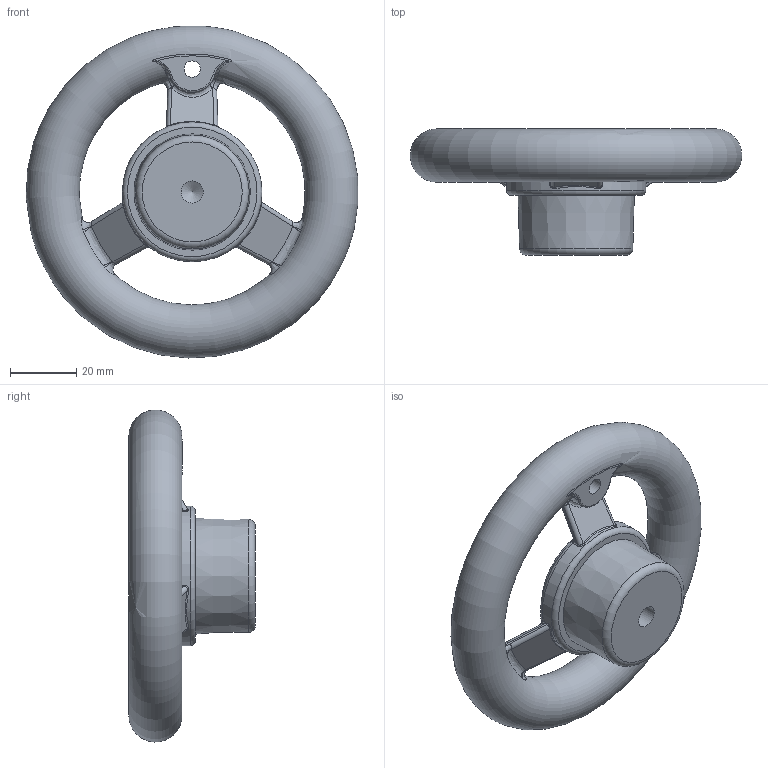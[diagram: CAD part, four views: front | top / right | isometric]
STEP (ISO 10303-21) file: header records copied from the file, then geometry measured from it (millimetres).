
FILE_DESCRIPTION(/* description */ (''),/* implementation_level */ '2;1');
FILE_NAME(/* name */ 'DR_ALH_M.stp',/* time_stamp */ '2024-07-01T12:32:55+09:00',/* author */ ('user'),/* organization */ (''),/* preprocessor_version */ 'ST-DEVELOPER v15.6',/* originating_system */ 'Autodesk Inventor 2015',/* authorisation */ '');
FILE_SCHEMA (('AUTOMOTIVE_DESIGN { 1 0 10303 214 3 1 1 }'));
Length unit declared in the file: millimetre
Products named in the file (1): DR_ALH_M
Bounding box: 99.82 x 38 x 99.95 mm (x, y, z)
Volume: 84085 mm3; surface area: 20814.3 mm2
Topology: 1 solids, 1 shells, 161 faces, 387 edges, 217 vertices
Faces by surface type: bspline 96, cylinder 28, plane 18, torus 17, cone 2
Full cylindrical faces by diameter (mm): 4.917 x1, 6.7 x1, 34.5 x1, 42 x1
Entity records: 7467 total; most frequent: CARTESIAN_POINT 4375, ORIENTED_EDGE 726, DIRECTION 470, EDGE_CURVE 363, AXIS2_PLACEMENT_3D 215, VERTEX_POINT 213, EDGE_LOOP 176, B_SPLINE_CURVE_WITH_KNOTS 174
